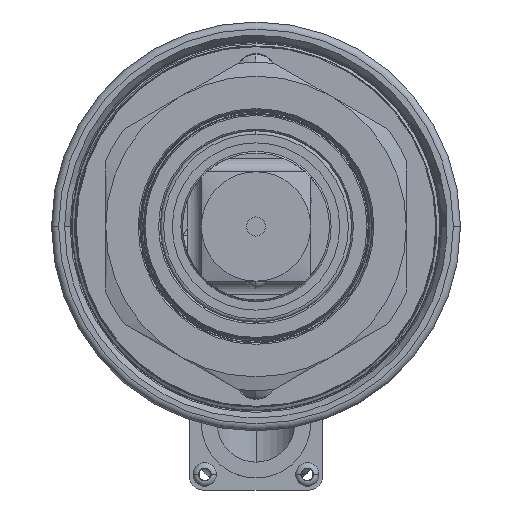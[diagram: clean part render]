
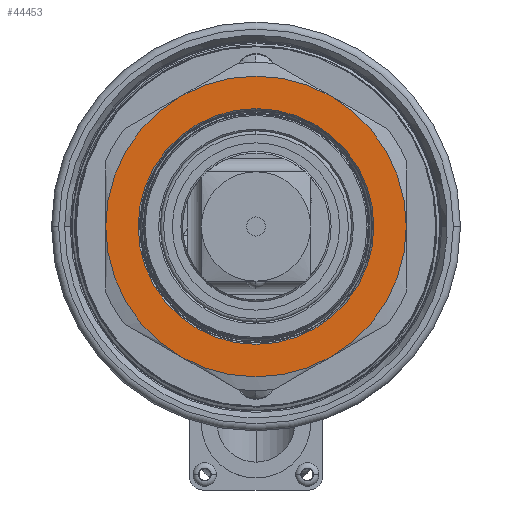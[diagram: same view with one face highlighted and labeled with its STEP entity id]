
A CAD part, left-side view. The second image highlights one B-rep face of the part: STEP entity #44453.
In plain terms, the highlighted planar face has unit normal (-1, 0, 0).
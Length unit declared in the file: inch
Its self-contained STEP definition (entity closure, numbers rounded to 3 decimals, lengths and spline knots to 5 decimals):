
#43622=CARTESIAN_POINT('',(-19.6774,0.005,0.));
#43623=DIRECTION('',(1.,0.,0.));
#43624=DIRECTION('',(0.,-0.5,0.866));
#43625=AXIS2_PLACEMENT_3D('',#43622,#43623,#43624);
#43627=CARTESIAN_POINT('',(-19.6774,0.005,0.));
#43628=DIRECTION('',(1.,0.,0.));
#43629=DIRECTION('',(0.,-1.,0.));
#43630=AXIS2_PLACEMENT_3D('',#43627,#43628,#43629);
#43632=CARTESIAN_POINT('',(-19.6774,0.005,0.));
#43633=DIRECTION('',(1.,0.,0.));
#43634=DIRECTION('',(0.,0.5,-0.866));
#43635=AXIS2_PLACEMENT_3D('',#43632,#43633,#43634);
#43637=CARTESIAN_POINT('',(-19.6774,0.005,0.));
#43638=DIRECTION('',(1.,0.,0.));
#43639=DIRECTION('',(0.,1.,0.));
#43640=AXIS2_PLACEMENT_3D('',#43637,#43638,#43639);
#43642=CARTESIAN_POINT('',(-19.6774,0.005,0.));
#43643=DIRECTION('',(-1.,0.,0.));
#43644=DIRECTION('',(0.,-1.,0.));
#43645=AXIS2_PLACEMENT_3D('',#43642,#43643,#43644);
#43647=CARTESIAN_POINT('',(-19.6774,0.005,0.));
#43648=DIRECTION('',(-1.,0.,0.));
#43649=DIRECTION('',(0.,1.,0.));
#43650=AXIS2_PLACEMENT_3D('',#43647,#43648,#43649);
#43652=CARTESIAN_POINT('',(-19.6774,0.005,0.));
#43653=DIRECTION('',(-1.,0.,0.));
#43654=DIRECTION('',(0.,-0.5,0.866));
#43655=AXIS2_PLACEMENT_3D('',#43652,#43653,#43654);
#43692=CARTESIAN_POINT('',(-19.6774,0.005,0.));
#43693=DIRECTION('',(-1.,0.,0.));
#43694=DIRECTION('',(0.,0.5,-0.866));
#43695=AXIS2_PLACEMENT_3D('',#43692,#43693,#43694);
#43750=CARTESIAN_POINT('',(-19.6774,0.6925,1.19078));
#43790=CARTESIAN_POINT('',(-19.6774,1.38,0.));
#43830=CARTESIAN_POINT('',(-19.6774,0.6925,-1.19078));
#43870=CARTESIAN_POINT('',(-19.6774,-0.6825,-1.19078));
#43930=CARTESIAN_POINT('',(-19.6774,-1.37,0.));
#43950=CARTESIAN_POINT('',(-19.6774,-0.6825,1.19078));
#44359=VERTEX_POINT('',#43870);
#44360=VERTEX_POINT('',#43930);
#44361=VERTEX_POINT('',#43950);
#44365=VERTEX_POINT('',#43750);
#44366=VERTEX_POINT('',#43790);
#44367=VERTEX_POINT('',#43830);
#44375=CARTESIAN_POINT('',(-19.6774,1.083,0.));
#44376=CARTESIAN_POINT('',(-19.6774,-1.073,0.));
#44377=VERTEX_POINT('',#44375);
#44378=VERTEX_POINT('',#44376);
#44428=CARTESIAN_POINT('',(-19.6774,0.005,0.));
#44429=DIRECTION('',(-1.,0.,0.));
#44430=DIRECTION('',(0.,-1.,0.));
#44431=AXIS2_PLACEMENT_3D('',#44428,#44429,#44430);
#44432=PLANE('',#44431);
#44434=ORIENTED_EDGE('',*,*,#44433,.F.);
#44436=ORIENTED_EDGE('',*,*,#44435,.T.);
#44438=ORIENTED_EDGE('',*,*,#44437,.T.);
#44440=ORIENTED_EDGE('',*,*,#44439,.F.);
#44442=ORIENTED_EDGE('',*,*,#44441,.T.);
#44444=ORIENTED_EDGE('',*,*,#44443,.T.);
#44445=EDGE_LOOP('',(#44434,#44436,#44438,#44440,#44442,#44444));
#44446=FACE_OUTER_BOUND('',#44445,.F.);
#44448=ORIENTED_EDGE('',*,*,#44447,.T.);
#44450=ORIENTED_EDGE('',*,*,#44449,.T.);
#44451=EDGE_LOOP('',(#44448,#44450));
#44452=FACE_BOUND('',#44451,.F.);
#44453=ADVANCED_FACE('',(#44446,#44452),#44432,.T.);
#43626=CIRCLE('',#43625,1.375);
#43631=CIRCLE('',#43630,1.375);
#43636=CIRCLE('',#43635,1.375);
#43641=CIRCLE('',#43640,1.375);
#43646=CIRCLE('',#43645,1.078);
#43651=CIRCLE('',#43650,1.078);
#43656=CIRCLE('',#43655,1.375);
#43696=CIRCLE('',#43695,1.375);
#44433=EDGE_CURVE('',#44361,#44365,#43656,.T.);
#44435=EDGE_CURVE('',#44361,#44360,#43626,.T.);
#44437=EDGE_CURVE('',#44360,#44359,#43631,.T.);
#44439=EDGE_CURVE('',#44367,#44359,#43696,.T.);
#44441=EDGE_CURVE('',#44367,#44366,#43636,.T.);
#44443=EDGE_CURVE('',#44366,#44365,#43641,.T.);
#44447=EDGE_CURVE('',#44378,#44377,#43646,.T.);
#44449=EDGE_CURVE('',#44377,#44378,#43651,.T.);
